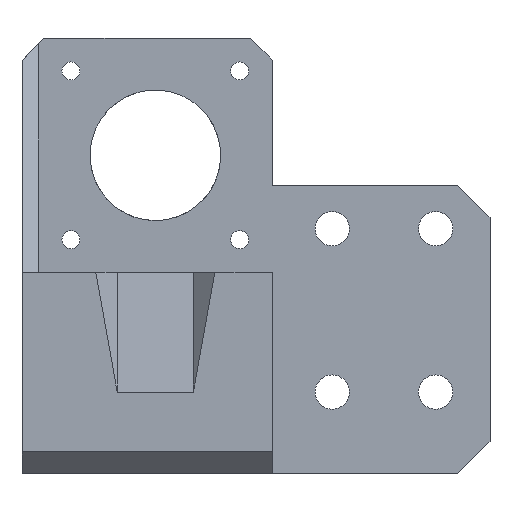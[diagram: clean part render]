
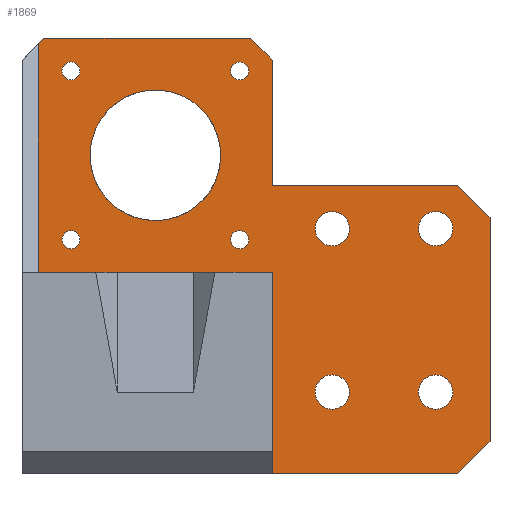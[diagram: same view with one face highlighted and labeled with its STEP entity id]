
A CAD part, left-side view. The second image highlights one B-rep face of the part: STEP entity #1869.
In plain terms, the highlighted planar face has unit normal (-1, 0, 0).
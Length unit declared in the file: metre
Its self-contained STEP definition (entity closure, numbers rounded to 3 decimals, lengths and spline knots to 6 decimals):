
#53=CIRCLE('',#1971,0.012);
#63=CIRCLE('',#1998,0.00315);
#65=CIRCLE('',#2001,0.00315);
#66=CIRCLE('',#2003,0.00315);
#67=CIRCLE('',#2005,0.00315);
#68=CIRCLE('',#2007,0.00165);
#70=CIRCLE('',#2010,0.00165);
#72=CIRCLE('',#2013,0.00165);
#74=CIRCLE('',#2016,0.00165);
#306=ORIENTED_EDGE('',*,*,#785,.T.);
#307=ORIENTED_EDGE('',*,*,#783,.T.);
#308=ORIENTED_EDGE('',*,*,#781,.T.);
#309=ORIENTED_EDGE('',*,*,#726,.T.);
#310=ORIENTED_EDGE('',*,*,#779,.T.);
#311=ORIENTED_EDGE('',*,*,#778,.T.);
#312=ORIENTED_EDGE('',*,*,#777,.T.);
#313=ORIENTED_EDGE('',*,*,#776,.T.);
#314=ORIENTED_EDGE('',*,*,#774,.T.);
#315=ORIENTED_EDGE('',*,*,#757,.T.);
#316=ORIENTED_EDGE('',*,*,#798,.T.);
#317=ORIENTED_EDGE('',*,*,#799,.T.);
#318=ORIENTED_EDGE('',*,*,#661,.T.);
#319=ORIENTED_EDGE('',*,*,#800,.T.);
#320=ORIENTED_EDGE('',*,*,#769,.F.);
#321=ORIENTED_EDGE('',*,*,#801,.T.);
#322=ORIENTED_EDGE('',*,*,#725,.F.);
#323=ORIENTED_EDGE('',*,*,#802,.T.);
#324=ORIENTED_EDGE('',*,*,#763,.F.);
#325=ORIENTED_EDGE('',*,*,#761,.F.);
#326=ORIENTED_EDGE('',*,*,#803,.T.);
#661=EDGE_CURVE('',#925,#924,#1111,.T.);
#725=EDGE_CURVE('',#986,#982,#1160,.T.);
#726=EDGE_CURVE('',#987,#987,#53,.T.);
#757=EDGE_CURVE('',#1014,#1013,#1176,.T.);
#761=EDGE_CURVE('',#1017,#1018,#1180,.T.);
#763=EDGE_CURVE('',#1018,#1019,#1182,.T.);
#769=EDGE_CURVE('',#1022,#1023,#1188,.T.);
#774=EDGE_CURVE('',#1027,#1027,#63,.T.);
#776=EDGE_CURVE('',#1029,#1029,#65,.T.);
#777=EDGE_CURVE('',#1030,#1030,#66,.T.);
#778=EDGE_CURVE('',#1031,#1031,#67,.T.);
#779=EDGE_CURVE('',#1032,#1032,#68,.T.);
#781=EDGE_CURVE('',#1034,#1034,#70,.T.);
#783=EDGE_CURVE('',#1036,#1036,#72,.T.);
#785=EDGE_CURVE('',#1038,#1038,#74,.T.);
#798=EDGE_CURVE('',#1013,#1043,#1201,.F.);
#799=EDGE_CURVE('',#1043,#925,#1202,.T.);
#800=EDGE_CURVE('',#924,#1023,#1203,.T.);
#801=EDGE_CURVE('',#1022,#982,#1204,.F.);
#802=EDGE_CURVE('',#986,#1019,#1205,.F.);
#803=EDGE_CURVE('',#1017,#1014,#1206,.T.);
#924=VERTEX_POINT('',#2633);
#925=VERTEX_POINT('',#2635);
#982=VERTEX_POINT('',#2791);
#986=VERTEX_POINT('',#2799);
#987=VERTEX_POINT('',#2803);
#1013=VERTEX_POINT('',#2922);
#1014=VERTEX_POINT('',#2924);
#1017=VERTEX_POINT('',#2931);
#1018=VERTEX_POINT('',#2933);
#1019=VERTEX_POINT('',#2937);
#1022=VERTEX_POINT('',#2946);
#1023=VERTEX_POINT('',#2948);
#1027=VERTEX_POINT('',#2958);
#1029=VERTEX_POINT('',#2963);
#1030=VERTEX_POINT('',#2966);
#1031=VERTEX_POINT('',#2969);
#1032=VERTEX_POINT('',#2972);
#1034=VERTEX_POINT('',#2977);
#1036=VERTEX_POINT('',#2982);
#1038=VERTEX_POINT('',#2987);
#1043=VERTEX_POINT('',#3008);
#1111=LINE('',#2634,#1300);
#1160=LINE('',#2800,#1349);
#1176=LINE('',#2923,#1365);
#1180=LINE('',#2932,#1369);
#1182=LINE('',#2936,#1371);
#1188=LINE('',#2947,#1377);
#1201=LINE('',#3007,#1390);
#1202=LINE('',#3009,#1391);
#1203=LINE('',#3010,#1392);
#1204=LINE('',#3011,#1393);
#1205=LINE('',#3012,#1394);
#1206=LINE('',#3013,#1395);
#1300=VECTOR('',#2126,1.);
#1349=VECTOR('',#2205,1.);
#1365=VECTOR('',#2267,1.);
#1369=VECTOR('',#2273,1.);
#1371=VECTOR('',#2277,1.);
#1377=VECTOR('',#2285,1.);
#1390=VECTOR('',#2352,1.);
#1391=VECTOR('',#2353,1.);
#1392=VECTOR('',#2354,1.);
#1393=VECTOR('',#2355,1.);
#1394=VECTOR('',#2356,1.);
#1395=VECTOR('',#2357,1.);
#1532=EDGE_LOOP('',(#306));
#1533=EDGE_LOOP('',(#307));
#1534=EDGE_LOOP('',(#308));
#1535=EDGE_LOOP('',(#309));
#1536=EDGE_LOOP('',(#310));
#1537=EDGE_LOOP('',(#311));
#1538=EDGE_LOOP('',(#312));
#1539=EDGE_LOOP('',(#313));
#1540=EDGE_LOOP('',(#314));
#1541=EDGE_LOOP('',(#315,#316,#317,#318,#319,#320,#321,#322,#323,#324,#325,
#326));
#1676=FACE_BOUND('',#1532,.T.);
#1677=FACE_BOUND('',#1533,.T.);
#1678=FACE_BOUND('',#1534,.T.);
#1679=FACE_BOUND('',#1535,.T.);
#1680=FACE_BOUND('',#1536,.T.);
#1681=FACE_BOUND('',#1537,.T.);
#1682=FACE_BOUND('',#1538,.T.);
#1683=FACE_BOUND('',#1539,.T.);
#1684=FACE_BOUND('',#1540,.T.);
#1685=FACE_BOUND('',#1541,.T.);
#1784=PLANE('',#2022);
#1869=ADVANCED_FACE('',(#1676,#1677,#1678,#1679,#1680,#1681,#1682,#1683,
#1684,#1685),#1784,.F.);
#1971=AXIS2_PLACEMENT_3D('',#2802,#2208,#2209);
#1998=AXIS2_PLACEMENT_3D('',#2957,#2293,#2294);
#2001=AXIS2_PLACEMENT_3D('',#2962,#2299,#2300);
#2003=AXIS2_PLACEMENT_3D('',#2965,#2303,#2304);
#2005=AXIS2_PLACEMENT_3D('',#2968,#2307,#2308);
#2007=AXIS2_PLACEMENT_3D('',#2971,#2311,#2312);
#2010=AXIS2_PLACEMENT_3D('',#2976,#2317,#2318);
#2013=AXIS2_PLACEMENT_3D('',#2981,#2323,#2324);
#2016=AXIS2_PLACEMENT_3D('',#2986,#2329,#2330);
#2022=AXIS2_PLACEMENT_3D('',#3006,#2350,#2351);
#2126=DIRECTION('',(0.,-1.,0.));
#2205=DIRECTION('',(0.,0.,-1.));
#2208=DIRECTION('',(1.,0.,0.));
#2209=DIRECTION('',(0.,0.,-1.));
#2267=DIRECTION('',(0.,1.,0.));
#2273=DIRECTION('',(0.,0.,-1.));
#2277=DIRECTION('',(0.,-1.,0.));
#2285=DIRECTION('',(0.,1.,0.));
#2293=DIRECTION('',(1.,0.,0.));
#2294=DIRECTION('',(0.,0.,-1.));
#2299=DIRECTION('',(1.,0.,0.));
#2300=DIRECTION('',(0.,0.,-1.));
#2303=DIRECTION('',(1.,0.,0.));
#2304=DIRECTION('',(0.,0.,-1.));
#2307=DIRECTION('',(1.,0.,0.));
#2308=DIRECTION('',(0.,0.,-1.));
#2311=DIRECTION('',(1.,0.,0.));
#2312=DIRECTION('',(0.,0.,-1.));
#2317=DIRECTION('',(1.,0.,0.));
#2318=DIRECTION('',(0.,0.,-1.));
#2323=DIRECTION('',(1.,0.,0.));
#2324=DIRECTION('',(0.,0.,-1.));
#2329=DIRECTION('',(1.,0.,0.));
#2330=DIRECTION('',(0.,0.,-1.));
#2350=DIRECTION('',(1.,0.,0.));
#2351=DIRECTION('',(0.,1.,0.));
#2352=DIRECTION('',(0.,-0.707,0.707));
#2353=DIRECTION('',(0.,0.,-1.));
#2354=DIRECTION('',(0.,0.,-1.));
#2355=DIRECTION('',(0.,0.707,-0.707));
#2356=DIRECTION('',(0.,-0.707,-0.707));
#2357=DIRECTION('',(0.,0.707,0.707));
#2633=CARTESIAN_POINT('',(0.,-0.0215,-0.0215));
#2634=CARTESIAN_POINT('',(0.,0.0015,-0.0215));
#2635=CARTESIAN_POINT('',(0.,0.0215,-0.0215));
#2791=CARTESIAN_POINT('',(0.,-0.0615,-0.0525));
#2799=CARTESIAN_POINT('',(0.,-0.0615,-0.0115));
#2800=CARTESIAN_POINT('',(0.,-0.0615,-0.032));
#2802=CARTESIAN_POINT('',(0.,0.,0.));
#2803=CARTESIAN_POINT('',(0.,0.,-0.012));
#2922=CARTESIAN_POINT('',(0.,0.0205,0.0215));
#2923=CARTESIAN_POINT('',(0.,0.023,0.0215));
#2924=CARTESIAN_POINT('',(0.,-0.0175,0.0215));
#2931=CARTESIAN_POINT('',(0.,-0.0215,0.0175));
#2932=CARTESIAN_POINT('',(0.,-0.0215,0.008));
#2933=CARTESIAN_POINT('',(0.,-0.0215,-0.0055));
#2936=CARTESIAN_POINT('',(0.,-0.0415,-0.0055));
#2937=CARTESIAN_POINT('',(0.,-0.0555,-0.0055));
#2946=CARTESIAN_POINT('',(0.,-0.0555,-0.0585));
#2947=CARTESIAN_POINT('',(0.,-0.034,-0.0585));
#2948=CARTESIAN_POINT('',(0.,-0.0215,-0.0585));
#2957=CARTESIAN_POINT('',(0.,-0.0325,-0.0135));
#2958=CARTESIAN_POINT('',(0.,-0.0325,-0.01665));
#2962=CARTESIAN_POINT('',(0.,-0.0515,-0.0135));
#2963=CARTESIAN_POINT('',(0.,-0.0515,-0.01665));
#2965=CARTESIAN_POINT('',(0.,-0.0515,-0.0435));
#2966=CARTESIAN_POINT('',(0.,-0.0515,-0.04665));
#2968=CARTESIAN_POINT('',(0.,-0.0325,-0.0435));
#2969=CARTESIAN_POINT('',(0.,-0.0325,-0.04665));
#2971=CARTESIAN_POINT('',(0.,0.0155,-0.0155));
#2972=CARTESIAN_POINT('',(0.,0.0155,-0.01715));
#2976=CARTESIAN_POINT('',(0.,0.0155,0.0155));
#2977=CARTESIAN_POINT('',(0.,0.0155,0.01385));
#2981=CARTESIAN_POINT('',(0.,-0.0155,0.0155));
#2982=CARTESIAN_POINT('',(0.,-0.0155,0.01385));
#2986=CARTESIAN_POINT('',(0.,-0.0155,-0.0155));
#2987=CARTESIAN_POINT('',(0.,-0.0155,-0.01715));
#3006=CARTESIAN_POINT('',(0.,-0.0185,-0.0185));
#3007=CARTESIAN_POINT('',(0.,0.0205,0.0215));
#3008=CARTESIAN_POINT('',(0.,0.0215,0.0205));
#3009=CARTESIAN_POINT('',(0.,0.0215,0.));
#3010=CARTESIAN_POINT('',(0.,-0.0215,-0.04));
#3011=CARTESIAN_POINT('',(0.,-0.0555,-0.0585));
#3012=CARTESIAN_POINT('',(0.,-0.0615,-0.0115));
#3013=CARTESIAN_POINT('',(0.,-0.0215,0.0175));
